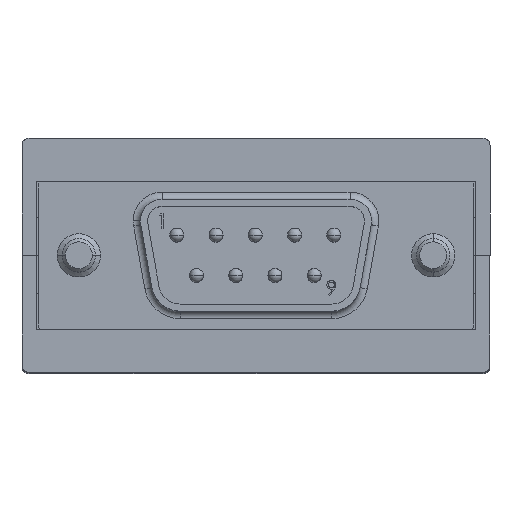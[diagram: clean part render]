
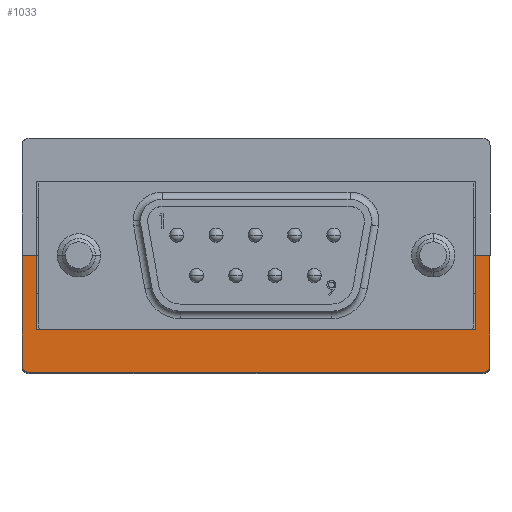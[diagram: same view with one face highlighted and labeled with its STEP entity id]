
A CAD part, top view. The second image highlights one B-rep face of the part: STEP entity #1033.
In plain terms, the highlighted face is planar.
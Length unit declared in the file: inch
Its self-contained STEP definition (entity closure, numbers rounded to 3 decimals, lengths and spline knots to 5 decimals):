
#149 = VERTEX_POINT ( 'NONE', #16597 ) ;
#367 = CARTESIAN_POINT ( 'NONE',  ( -1.04134, -0.01969, 0.62992 ) ) ;
#461 = VECTOR ( 'NONE', #5050, 39.37008 ) ;
#636 = CARTESIAN_POINT ( 'NONE',  ( -1.04134, -0.3248, -0.61024 ) ) ;
#851 = LINE ( 'NONE', #19484, #13411 ) ;
#910 = VECTOR ( 'NONE', #1707, 39.37008 ) ;
#1033 = ADVANCED_FACE ( 'NONE', ( #18074 ), #1577, .T. ) ;
#1577 = PLANE ( 'NONE',  #5108 ) ;
#1659 = EDGE_CURVE ( 'NONE', #18268, #149, #20745, .T. ) ;
#1707 = DIRECTION ( 'NONE',  ( 0., -1., 0. ) ) ;
#2320 = CARTESIAN_POINT ( 'NONE',  ( -1.04134, -0.3248, 0.64961 ) ) ;
#2535 = ORIENTED_EDGE ( 'NONE', *, *, #1659, .F. ) ;
#2537 = VECTOR ( 'NONE', #8139, 39.37008 ) ;
#2836 = EDGE_LOOP ( 'NONE', ( #14939, #12527, #2535, #13770, #6271, #13843, #11423, #19010, #11366, #11460 ) ) ;
#2872 = VECTOR ( 'NONE', #8125, 39.37008 ) ;
#3111 = CARTESIAN_POINT ( 'NONE',  ( -1.04134, -0.01969, 0.64961 ) ) ;
#3324 = CARTESIAN_POINT ( 'NONE',  ( -1.04134, -0.07283, 0.61024 ) ) ;
#3502 = DIRECTION ( 'NONE',  ( -1., 0., 0. ) ) ;
#3524 = VERTEX_POINT ( 'NONE', #12867 ) ;
#3631 = VECTOR ( 'NONE', #20481, 39.37008 ) ;
#3668 = EDGE_CURVE ( 'NONE', #18268, #8198, #9736, .T. ) ;
#3711 = DIRECTION ( 'NONE',  ( 0., 0., 1. ) ) ;
#4202 = LINE ( 'NONE', #3324, #910 ) ;
#4832 = CARTESIAN_POINT ( 'NONE',  ( -1.04134, -0.3248, -0.64961 ) ) ;
#5050 = DIRECTION ( 'NONE',  ( 0., 0., 1. ) ) ;
#5108 = AXIS2_PLACEMENT_3D ( 'NONE', #11461, #6520, #6456 ) ;
#5494 = CARTESIAN_POINT ( 'NONE',  ( -1.04134, 0., -0.62992 ) ) ;
#5945 = EDGE_CURVE ( 'NONE', #7471, #149, #14411, .T. ) ;
#6090 = CARTESIAN_POINT ( 'NONE',  ( -1.04134, -0.12008, -0.61024 ) ) ;
#6093 = VECTOR ( 'NONE', #17505, 39.37008 ) ;
#6271 = ORIENTED_EDGE ( 'NONE', *, *, #16596, .F. ) ;
#6456 = DIRECTION ( 'NONE',  ( 0., 0., 1. ) ) ;
#6520 = DIRECTION ( 'NONE',  ( -1., 0., 0. ) ) ;
#6592 = CARTESIAN_POINT ( 'NONE',  ( -1.04134, -0.12008, 0.61024 ) ) ;
#7356 = AXIS2_PLACEMENT_3D ( 'NONE', #367, #3502, #3711 ) ;
#7374 = CARTESIAN_POINT ( 'NONE',  ( -1.04134, -0.01969, -0.62992 ) ) ;
#7471 = VERTEX_POINT ( 'NONE', #5494 ) ;
#7715 = LINE ( 'NONE', #21066, #2537 ) ;
#7803 = VERTEX_POINT ( 'NONE', #6090 ) ;
#8068 = CIRCLE ( 'NONE', #7356, 0.01969 ) ;
#8125 = DIRECTION ( 'NONE',  ( 0., 0., 1. ) ) ;
#8139 = DIRECTION ( 'NONE',  ( 0., 0., 1. ) ) ;
#8198 = VERTEX_POINT ( 'NONE', #636 ) ;
#9729 = EDGE_CURVE ( 'NONE', #7803, #16608, #14193, .T. ) ;
#9736 = LINE ( 'NONE', #4832, #461 ) ;
#9778 = CARTESIAN_POINT ( 'NONE',  ( -1.04134, -0.07283, -0.61024 ) ) ;
#10561 = DIRECTION ( 'NONE',  ( -1., 0., 0. ) ) ;
#11366 = ORIENTED_EDGE ( 'NONE', *, *, #14619, .T. ) ;
#11423 = ORIENTED_EDGE ( 'NONE', *, *, #13219, .T. ) ;
#11460 = ORIENTED_EDGE ( 'NONE', *, *, #16241, .T. ) ;
#11461 = CARTESIAN_POINT ( 'NONE',  ( -1.04134, -0.3248, -0.64961 ) ) ;
#11608 = LINE ( 'NONE', #9778, #14960 ) ;
#12171 = DIRECTION ( 'NONE',  ( 0., 0., 1. ) ) ;
#12229 = CARTESIAN_POINT ( 'NONE',  ( -1.04134, 0., 0.62992 ) ) ;
#12527 = ORIENTED_EDGE ( 'NONE', *, *, #5945, .T. ) ;
#12594 = CARTESIAN_POINT ( 'NONE',  ( -1.04134, -0.3248, 0.64961 ) ) ;
#12867 = CARTESIAN_POINT ( 'NONE',  ( -1.04134, -0.3248, 0.61024 ) ) ;
#13219 = EDGE_CURVE ( 'NONE', #16608, #3524, #4202, .T. ) ;
#13411 = VECTOR ( 'NONE', #17933, 39.37008 ) ;
#13523 = CARTESIAN_POINT ( 'NONE',  ( -1.04134, -0.3248, -0.64961 ) ) ;
#13560 = VERTEX_POINT ( 'NONE', #12229 ) ;
#13770 = ORIENTED_EDGE ( 'NONE', *, *, #3668, .T. ) ;
#13843 = ORIENTED_EDGE ( 'NONE', *, *, #9729, .T. ) ;
#14193 = LINE ( 'NONE', #6592, #2872 ) ;
#14411 = CIRCLE ( 'NONE', #18100, 0.01969 ) ;
#14594 = LINE ( 'NONE', #12594, #6093 ) ;
#14619 = EDGE_CURVE ( 'NONE', #15666, #14758, #14594, .T. ) ;
#14758 = VERTEX_POINT ( 'NONE', #3111 ) ;
#14939 = ORIENTED_EDGE ( 'NONE', *, *, #20214, .F. ) ;
#14960 = VECTOR ( 'NONE', #21113, 39.37008 ) ;
#15666 = VERTEX_POINT ( 'NONE', #2320 ) ;
#16241 = EDGE_CURVE ( 'NONE', #14758, #13560, #8068, .T. ) ;
#16596 = EDGE_CURVE ( 'NONE', #7803, #8198, #11608, .T. ) ;
#16597 = CARTESIAN_POINT ( 'NONE',  ( -1.04134, -0.01969, -0.64961 ) ) ;
#16608 = VERTEX_POINT ( 'NONE', #20828 ) ;
#16653 = EDGE_CURVE ( 'NONE', #3524, #15666, #851, .T. ) ;
#17505 = DIRECTION ( 'NONE',  ( 0., 1., 0. ) ) ;
#17933 = DIRECTION ( 'NONE',  ( 0., 0., 1. ) ) ;
#18074 = FACE_OUTER_BOUND ( 'NONE', #2836, .T. ) ;
#18100 = AXIS2_PLACEMENT_3D ( 'NONE', #7374, #10561, #12171 ) ;
#18268 = VERTEX_POINT ( 'NONE', #13523 ) ;
#18784 = CARTESIAN_POINT ( 'NONE',  ( -1.04134, -0.3248, -0.64961 ) ) ;
#19010 = ORIENTED_EDGE ( 'NONE', *, *, #16653, .T. ) ;
#19484 = CARTESIAN_POINT ( 'NONE',  ( -1.04134, -0.3248, -0.64961 ) ) ;
#20214 = EDGE_CURVE ( 'NONE', #7471, #13560, #7715, .T. ) ;
#20481 = DIRECTION ( 'NONE',  ( 0., 1., 0. ) ) ;
#20745 = LINE ( 'NONE', #18784, #3631 ) ;
#20828 = CARTESIAN_POINT ( 'NONE',  ( -1.04134, -0.12008, 0.61024 ) ) ;
#21066 = CARTESIAN_POINT ( 'NONE',  ( -1.04134, 0., -0.64961 ) ) ;
#21113 = DIRECTION ( 'NONE',  ( 0., -1., 0. ) ) ;
